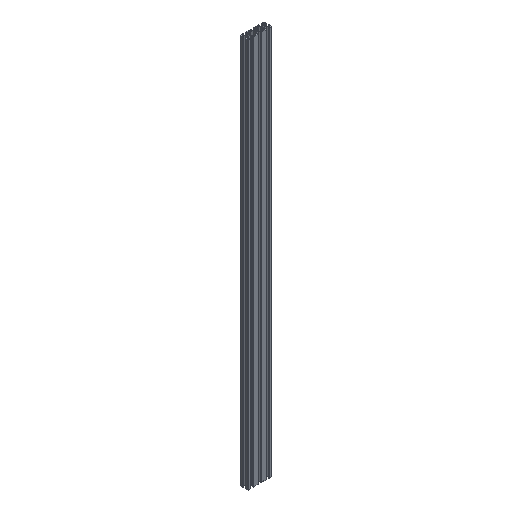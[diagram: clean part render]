
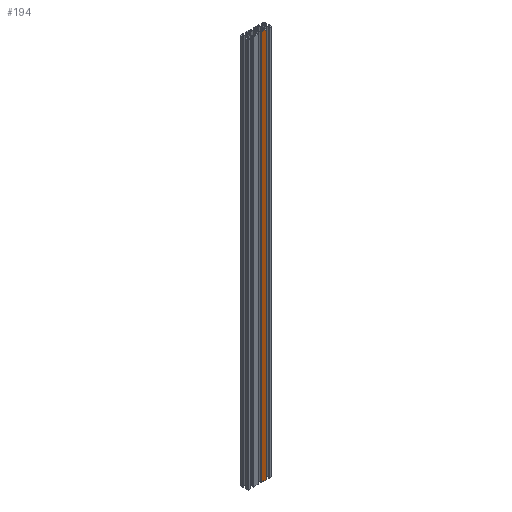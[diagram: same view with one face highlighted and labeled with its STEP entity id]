
A CAD part, isometric view. The second image highlights one B-rep face of the part: STEP entity #194.
In plain terms, the highlighted planar face has unit normal (0, -1, 0).
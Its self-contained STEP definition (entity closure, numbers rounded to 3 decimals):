
#32 = CARTESIAN_POINT ( 'NONE',  ( 3.6, 0., 0. ) ) ;
#70 = EDGE_CURVE ( 'NONE', #2703, #206, #646, .T. ) ;
#148 = VECTOR ( 'NONE', #2529, 1000. ) ;
#155 = VECTOR ( 'NONE', #2707, 1000. ) ;
#194 = ADVANCED_FACE ( 'NONE', ( #4880 ), #5786, .T. ) ;
#206 = VERTEX_POINT ( 'NONE', #3454 ) ;
#317 = EDGE_CURVE ( 'NONE', #2685, #5175, #3156, .T. ) ;
#335 = AXIS2_PLACEMENT_3D ( 'NONE', #3094, #3960, #4378 ) ;
#506 = ORIENTED_EDGE ( 'NONE', *, *, #70, .T. ) ;
#646 = LINE ( 'NONE', #1934, #2621 ) ;
#1281 = ORIENTED_EDGE ( 'NONE', *, *, #317, .F. ) ;
#1574 = EDGE_CURVE ( 'NONE', #5175, #206, #2596, .T. ) ;
#1934 = CARTESIAN_POINT ( 'NONE',  ( 16.4, 0., 0. ) ) ;
#2529 = DIRECTION ( 'NONE',  ( 1., 0., 0. ) ) ;
#2596 = LINE ( 'NONE', #4914, #4084 ) ;
#2621 = VECTOR ( 'NONE', #4286, 1000. ) ;
#2685 = VERTEX_POINT ( 'NONE', #4591 ) ;
#2703 = VERTEX_POINT ( 'NONE', #4143 ) ;
#2707 = DIRECTION ( 'NONE',  ( 0., 0., 1. ) ) ;
#2740 = ORIENTED_EDGE ( 'NONE', *, *, #1574, .F. ) ;
#3094 = CARTESIAN_POINT ( 'NONE',  ( 3.6, 0., 0. ) ) ;
#3156 = LINE ( 'NONE', #32, #155 ) ;
#3321 = EDGE_LOOP ( 'NONE', ( #2740, #1281, #3788, #506 ) ) ;
#3452 = CARTESIAN_POINT ( 'NONE',  ( 3.6, 0., 0. ) ) ;
#3454 = CARTESIAN_POINT ( 'NONE',  ( 16.4, 0., 1000. ) ) ;
#3788 = ORIENTED_EDGE ( 'NONE', *, *, #5196, .T. ) ;
#3960 = DIRECTION ( 'NONE',  ( 0., -1., 0. ) ) ;
#4084 = VECTOR ( 'NONE', #5324, 1000. ) ;
#4143 = CARTESIAN_POINT ( 'NONE',  ( 16.4, 0., 0. ) ) ;
#4286 = DIRECTION ( 'NONE',  ( 0., 0., 1. ) ) ;
#4378 = DIRECTION ( 'NONE',  ( 0., 0., -1. ) ) ;
#4591 = CARTESIAN_POINT ( 'NONE',  ( 3.6, 0., 0. ) ) ;
#4880 = FACE_OUTER_BOUND ( 'NONE', #3321, .T. ) ;
#4914 = CARTESIAN_POINT ( 'NONE',  ( 3.6, 0., 1000. ) ) ;
#5175 = VERTEX_POINT ( 'NONE', #5644 ) ;
#5196 = EDGE_CURVE ( 'NONE', #2685, #2703, #5702, .T. ) ;
#5324 = DIRECTION ( 'NONE',  ( 1., 0., 0. ) ) ;
#5644 = CARTESIAN_POINT ( 'NONE',  ( 3.6, 0., 1000. ) ) ;
#5702 = LINE ( 'NONE', #3452, #148 ) ;
#5786 = PLANE ( 'NONE',  #335 ) ;
